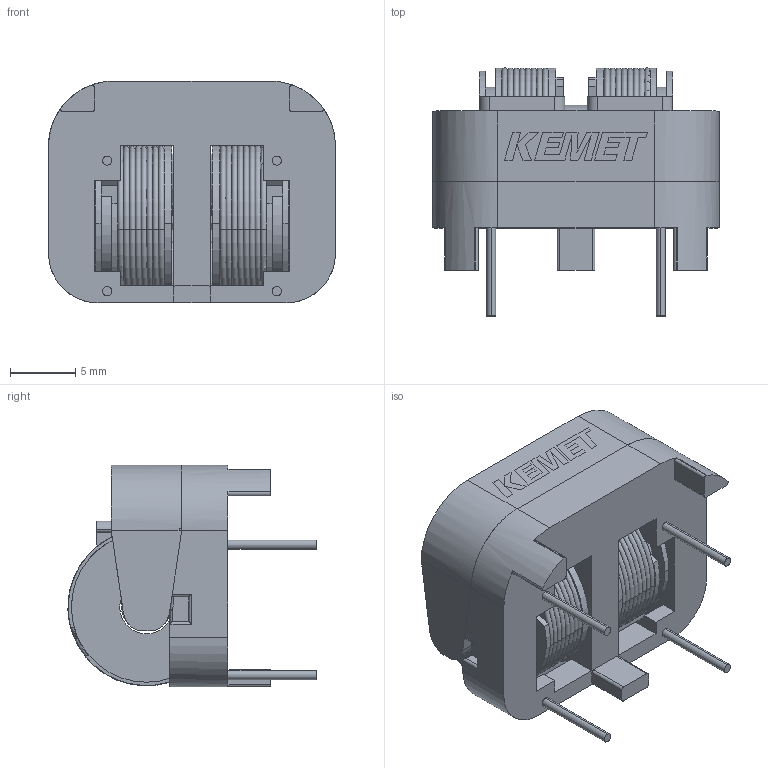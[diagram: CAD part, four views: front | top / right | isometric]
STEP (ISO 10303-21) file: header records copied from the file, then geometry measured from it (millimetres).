
FILE_DESCRIPTION (( 'STEP AP214' ), '1' );
FILE_NAME ('SSHB10H(MAX-LOGO).STEP', '2018-11-06T01:38:28', ( '' ), ( '' ), 'SwSTEP 2.0', 'SolidWorks 2018', '' );
FILE_SCHEMA (( 'AUTOMOTIVE_DESIGN' ));
Length unit declared in the file: millimetre
Products named in the file (1): SSHB10H(MAX-LOGO)
Bounding box: 22 x 19.02 x 17 mm (x, y, z)
Volume: 3002 mm3; surface area: 3354.3 mm2
Topology: 1 solids, 1 shells, 397 faces, 1289 edges, 848 vertices
Faces by surface type: plane 273, cylinder 92, torus 32
Entity records: 19431 total; most frequent: CARTESIAN_POINT 3474, ORIENTED_EDGE 2578, DIRECTION 2286, EDGE_CURVE 1289, LINE 914, VECTOR 914, VERTEX_POINT 848, AXIS2_PLACEMENT_3D 686
